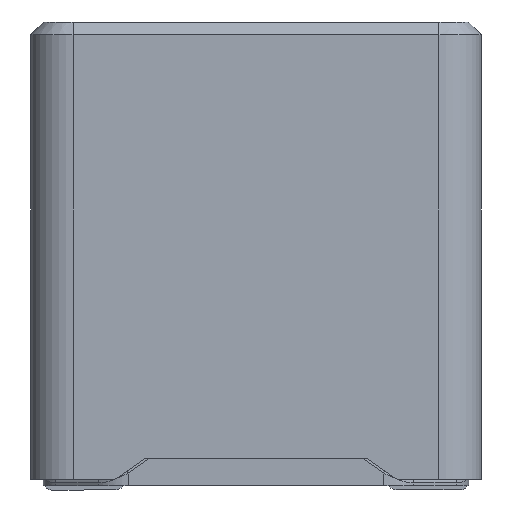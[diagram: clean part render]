
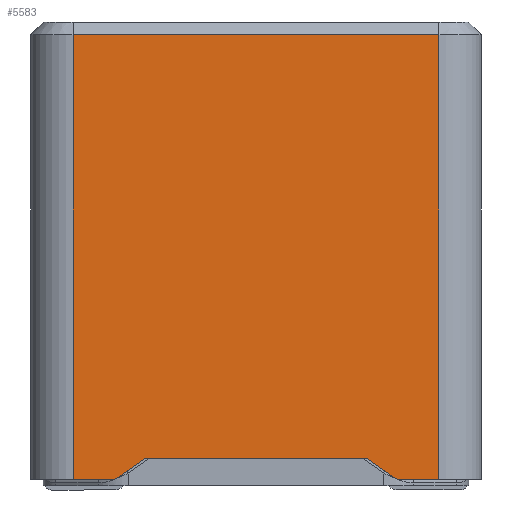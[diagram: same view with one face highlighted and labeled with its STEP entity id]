
A CAD part, front view. The second image highlights one B-rep face of the part: STEP entity #5583.
In plain terms, the highlighted planar face has unit normal (0, -1, 0).
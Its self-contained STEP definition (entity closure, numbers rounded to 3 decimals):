
#737=ORIENTED_EDGE('',*,*,#1768,.F.);
#738=ORIENTED_EDGE('',*,*,#1769,.T.);
#739=ORIENTED_EDGE('',*,*,#1538,.T.);
#740=ORIENTED_EDGE('',*,*,#1770,.T.);
#741=ORIENTED_EDGE('',*,*,#1771,.T.);
#742=ORIENTED_EDGE('',*,*,#1772,.F.);
#743=ORIENTED_EDGE('',*,*,#1773,.T.);
#744=ORIENTED_EDGE('',*,*,#1774,.T.);
#1538=EDGE_CURVE('',#2118,#2117,#2492,.T.);
#1768=EDGE_CURVE('',#2282,#2283,#2586,.T.);
#1769=EDGE_CURVE('',#2282,#2118,#2587,.T.);
#1770=EDGE_CURVE('',#2117,#2284,#2588,.T.);
#1771=EDGE_CURVE('',#2284,#2285,#2589,.T.);
#1772=EDGE_CURVE('',#2286,#2285,#2590,.T.);
#1773=EDGE_CURVE('',#2286,#2287,#2591,.T.);
#1774=EDGE_CURVE('',#2287,#2283,#2592,.T.);
#2117=VERTEX_POINT('',#7039);
#2118=VERTEX_POINT('',#7041);
#2282=VERTEX_POINT('',#8331);
#2283=VERTEX_POINT('',#8332);
#2284=VERTEX_POINT('',#8335);
#2285=VERTEX_POINT('',#8337);
#2286=VERTEX_POINT('',#8339);
#2287=VERTEX_POINT('',#8341);
#2492=LINE('',#7040,#2811);
#2586=LINE('',#8330,#2905);
#2587=LINE('',#8333,#2906);
#2588=LINE('',#8334,#2907);
#2589=LINE('',#8336,#2908);
#2590=LINE('',#8338,#2909);
#2591=LINE('',#8340,#2910);
#2592=LINE('',#8342,#2911);
#2811=VECTOR('',#6085,1000.);
#2905=VECTOR('',#6325,1000.);
#2906=VECTOR('',#6326,1000.);
#2907=VECTOR('',#6327,1000.);
#2908=VECTOR('',#6328,1000.);
#2909=VECTOR('',#6329,1000.);
#2910=VECTOR('',#6330,1000.);
#2911=VECTOR('',#6331,1000.);
#3210=EDGE_LOOP('',(#737,#738,#739,#740,#741,#742,#743,#744));
#3472=FACE_BOUND('',#3210,.T.);
#3714=PLANE('',#5836);
#5583=ADVANCED_FACE('',(#3472),#3714,.F.);
#5836=AXIS2_PLACEMENT_3D('',#8329,#6323,#6324);
#6085=DIRECTION('',(1.,0.,0.));
#6323=DIRECTION('',(0.,1.,0.));
#6324=DIRECTION('',(-1.,0.,0.));
#6325=DIRECTION('',(-1.,0.,0.));
#6326=DIRECTION('',(0.816,0.,0.577));
#6327=DIRECTION('',(0.816,0.,-0.577));
#6328=DIRECTION('',(1.,0.,0.));
#6329=DIRECTION('',(0.,0.,-1.));
#6330=DIRECTION('',(-1.,0.,0.));
#6331=DIRECTION('',(0.,0.,-1.));
#7039=CARTESIAN_POINT('',(2.607,-5.3,0.65));
#7040=CARTESIAN_POINT('',(-5.3,-5.3,0.65));
#7041=CARTESIAN_POINT('',(-2.607,-5.3,0.65));
#8329=CARTESIAN_POINT('',(-5.3,-5.3,10.9));
#8330=CARTESIAN_POINT('',(-2.607,-5.3,0.15));
#8331=CARTESIAN_POINT('',(-3.314,-5.3,0.15));
#8332=CARTESIAN_POINT('',(-4.3,-5.3,0.15));
#8333=CARTESIAN_POINT('',(0.43,-5.3,2.797));
#8334=CARTESIAN_POINT('',(-7.496,-5.3,7.794));
#8335=CARTESIAN_POINT('',(3.314,-5.3,0.15));
#8336=CARTESIAN_POINT('',(2.607,-5.3,0.15));
#8337=CARTESIAN_POINT('',(4.3,-5.3,0.15));
#8338=CARTESIAN_POINT('',(4.3,-5.3,10.9));
#8339=CARTESIAN_POINT('',(4.3,-5.3,10.6));
#8340=CARTESIAN_POINT('',(-4.3,-5.3,10.6));
#8341=CARTESIAN_POINT('',(-4.3,-5.3,10.6));
#8342=CARTESIAN_POINT('',(-4.3,-5.3,10.9));
